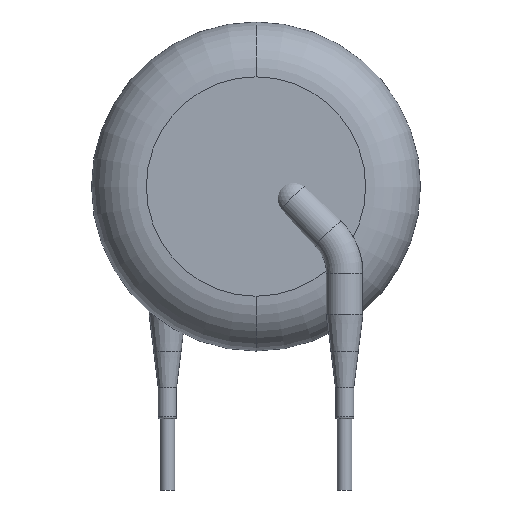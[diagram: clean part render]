
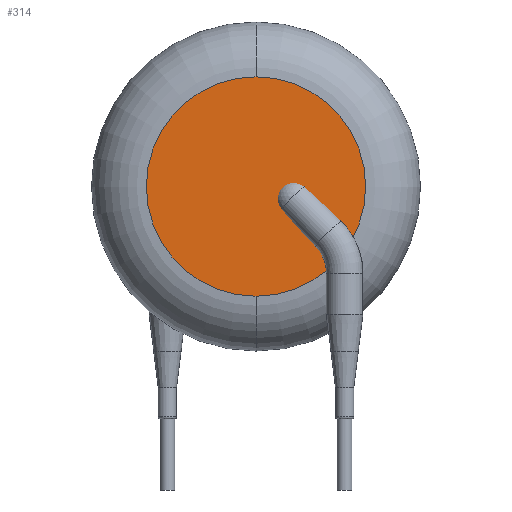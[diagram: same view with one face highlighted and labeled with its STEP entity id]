
A CAD part, front view. The second image highlights one B-rep face of the part: STEP entity #314.
In plain terms, the highlighted planar face has unit normal (0, -1, 0).
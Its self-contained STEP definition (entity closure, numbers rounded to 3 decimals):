
#70=CARTESIAN_POINT('',(0.,-4.1,7.));
#71=VERTEX_POINT('',#70);
#81=CARTESIAN_POINT('',(0.,-4.1,19.0));
#82=VERTEX_POINT('',#81);
#83=CARTESIAN_POINT('',(0.,-4.1,13.));
#84=DIRECTION('',(0.0,1.0,0.0));
#85=DIRECTION('',(-1.0,0.0,0.0));
#86=AXIS2_PLACEMENT_3D('',#83,#84,#85);
#87=CIRCLE('',#86,6.0);
#88=EDGE_CURVE('',#71,#82,#87,.T.);
#285=CARTESIAN_POINT('',(6.,-4.1,13.0));
#286=VERTEX_POINT('',#285);
#287=CARTESIAN_POINT('',(0.,-4.1,13.));
#288=DIRECTION('',(0.0,1.0,0.0));
#289=DIRECTION('',(-1.0,0.0,0.0));
#290=AXIS2_PLACEMENT_3D('',#287,#288,#289);
#291=CIRCLE('',#290,6.0);
#292=EDGE_CURVE('',#82,#286,#291,.T.);
#294=CARTESIAN_POINT('',(0.,-4.1,13.));
#295=DIRECTION('',(0.0,1.0,0.0));
#296=DIRECTION('',(-1.0,0.0,0.0));
#297=AXIS2_PLACEMENT_3D('',#294,#295,#296);
#298=CIRCLE('',#297,6.0);
#299=EDGE_CURVE('',#286,#71,#298,.T.);
#304=CARTESIAN_POINT('',(0.,-4.1,13.));
#305=DIRECTION('',(0.0,-1.0,0.0));
#306=DIRECTION('',(-1.0,0.0,0.0));
#307=AXIS2_PLACEMENT_3D('',#304,#305,#306);
#308=PLANE('',#307);
#309=ORIENTED_EDGE('',*,*,#299,.F.);
#310=ORIENTED_EDGE('',*,*,#292,.F.);
#311=ORIENTED_EDGE('',*,*,#88,.F.);
#312=EDGE_LOOP('',(#309,#310,#311));
#313=FACE_OUTER_BOUND('',#312,.T.);
#314=ADVANCED_FACE('',(#313),#308,.T.);
